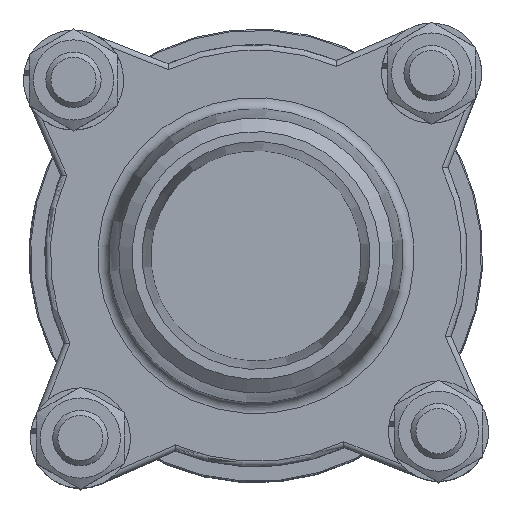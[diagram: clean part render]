
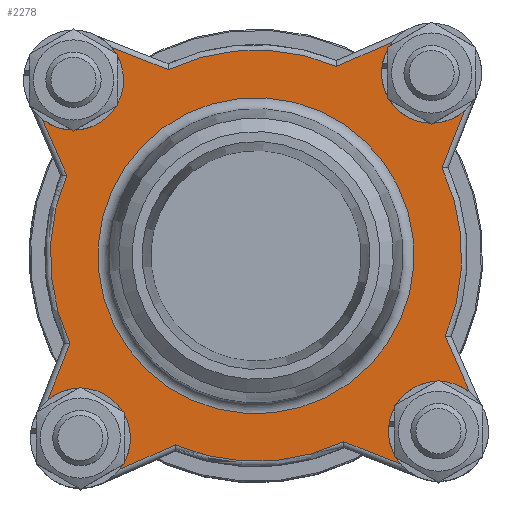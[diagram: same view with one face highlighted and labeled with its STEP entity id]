
A CAD part, top view. The second image highlights one B-rep face of the part: STEP entity #2278.
In plain terms, the highlighted planar face has unit normal (0, 0, 1).
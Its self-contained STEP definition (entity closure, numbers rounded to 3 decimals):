
#1860=CARTESIAN_POINT('',(-24.678,-38.638,18.022));
#1861=VERTEX_POINT('',#1860);
#1910=CARTESIAN_POINT('',(-37.663,-26.143,18.022));
#1911=VERTEX_POINT('',#1910);
#2035=CARTESIAN_POINT('',(-31.758,-33.001,18.022));
#2036=DIRECTION('',(0.0,0.0,-1.0));
#2037=DIRECTION('',(0.0,-1.0,0.0));
#2038=AXIS2_PLACEMENT_3D('',#2035,#2036,#2037);
#2039=CIRCLE('',#2038,9.05);
#2040=EDGE_CURVE('',#1911,#1861,#2039,.T.);
#2066=CARTESIAN_POINT('',(0.,0.,18.022));
#2067=DIRECTION('',(0.0,0.0,1.0));
#2068=DIRECTION('',(1.,0.019,0.0));
#2069=AXIS2_PLACEMENT_3D('',#2066,#2067,#2068);
#2070=PLANE('',#2069);
#2071=ORIENTED_EDGE('',*,*,#2040,.T.);
#2072=CARTESIAN_POINT('',(-14.577,-34.225,18.022));
#2073=VERTEX_POINT('',#2072);
#2074=CARTESIAN_POINT('',(-24.678,-38.638,18.022));
#2075=DIRECTION('',(0.916,0.4,0.0));
#2076=VECTOR('',#2075,11.023);
#2077=LINE('',#2074,#2076);
#2078=EDGE_CURVE('',#1861,#2073,#2077,.T.);
#2079=ORIENTED_EDGE('',*,*,#2078,.T.);
#2080=CARTESIAN_POINT('',(15.88,-33.64,18.022));
#2081=VERTEX_POINT('',#2080);
#2082=CARTESIAN_POINT('',(0.,0.,18.022));
#2083=DIRECTION('',(0.0,0.0,1.0));
#2084=DIRECTION('',(-0.693,-0.721,0.0));
#2085=AXIS2_PLACEMENT_3D('',#2082,#2083,#2084);
#2086=CIRCLE('',#2085,37.2);
#2087=EDGE_CURVE('',#2073,#2081,#2086,.T.);
#2088=ORIENTED_EDGE('',*,*,#2087,.T.);
#2089=CARTESIAN_POINT('',(26.143,-37.663,18.022));
#2090=VERTEX_POINT('',#2089);
#2091=CARTESIAN_POINT('',(15.88,-33.64,18.022));
#2092=DIRECTION('',(0.931,-0.365,0.0));
#2093=VECTOR('',#2092,11.023);
#2094=LINE('',#2091,#2093);
#2095=EDGE_CURVE('',#2081,#2090,#2094,.T.);
#2096=ORIENTED_EDGE('',*,*,#2095,.T.);
#2097=CARTESIAN_POINT('',(23.962,-32.198,18.022));
#2098=VERTEX_POINT('',#2097);
#2099=CARTESIAN_POINT('',(33.001,-31.758,18.022));
#2100=DIRECTION('',(0.0,0.0,-1.0));
#2101=DIRECTION('',(0.0,-1.0,0.0));
#2102=AXIS2_PLACEMENT_3D('',#2099,#2100,#2101);
#2103=CIRCLE('',#2102,9.05);
#2104=EDGE_CURVE('',#2090,#2098,#2103,.T.);
#2105=ORIENTED_EDGE('',*,*,#2104,.T.);
#2106=CARTESIAN_POINT('',(27.117,-32.198,18.022));
#2107=VERTEX_POINT('',#2106);
#2108=CARTESIAN_POINT('',(23.962,-32.198,18.022));
#2109=DIRECTION('',(1.0,0.0,0.0));
#2110=VECTOR('',#2109,3.156);
#2111=LINE('',#2108,#2110);
#2112=EDGE_CURVE('',#2098,#2107,#2111,.T.);
#2113=ORIENTED_EDGE('',*,*,#2112,.T.);
#2114=CARTESIAN_POINT('',(27.117,-31.318,18.022));
#2115=VERTEX_POINT('',#2114);
#2116=CARTESIAN_POINT('',(33.001,-31.758,18.022));
#2117=DIRECTION('',(0.0,0.0,-1.0));
#2118=DIRECTION('',(-0.693,-0.721,0.0));
#2119=AXIS2_PLACEMENT_3D('',#2116,#2117,#2118);
#2120=CIRCLE('',#2119,5.9);
#2121=EDGE_CURVE('',#2107,#2115,#2120,.T.);
#2122=ORIENTED_EDGE('',*,*,#2121,.T.);
#2123=CARTESIAN_POINT('',(23.962,-31.318,18.022));
#2124=VERTEX_POINT('',#2123);
#2125=CARTESIAN_POINT('',(27.117,-31.318,18.022));
#2126=DIRECTION('',(-1.0,0.0,0.0));
#2127=VECTOR('',#2126,3.156);
#2128=LINE('',#2125,#2127);
#2129=EDGE_CURVE('',#2115,#2124,#2128,.T.);
#2130=ORIENTED_EDGE('',*,*,#2129,.T.);
#2131=CARTESIAN_POINT('',(38.638,-24.678,18.022));
#2132=VERTEX_POINT('',#2131);
#2133=CARTESIAN_POINT('',(33.001,-31.758,18.022));
#2134=DIRECTION('',(0.0,0.0,-1.0));
#2135=DIRECTION('',(0.0,-1.0,0.0));
#2136=AXIS2_PLACEMENT_3D('',#2133,#2134,#2135);
#2137=CIRCLE('',#2136,9.05);
#2138=EDGE_CURVE('',#2124,#2132,#2137,.T.);
#2139=ORIENTED_EDGE('',*,*,#2138,.T.);
#2140=CARTESIAN_POINT('',(34.225,-14.577,18.022));
#2141=VERTEX_POINT('',#2140);
#2142=CARTESIAN_POINT('',(38.638,-24.678,18.022));
#2143=DIRECTION('',(-0.4,0.916,0.0));
#2144=VECTOR('',#2143,11.023);
#2145=LINE('',#2142,#2144);
#2146=EDGE_CURVE('',#2132,#2141,#2145,.T.);
#2147=ORIENTED_EDGE('',*,*,#2146,.T.);
#2148=CARTESIAN_POINT('',(33.64,15.88,18.022));
#2149=VERTEX_POINT('',#2148);
#2150=CARTESIAN_POINT('',(0.,0.,18.022));
#2151=DIRECTION('',(0.0,0.0,1.0));
#2152=DIRECTION('',(-0.693,-0.721,0.0));
#2153=AXIS2_PLACEMENT_3D('',#2150,#2151,#2152);
#2154=CIRCLE('',#2153,37.2);
#2155=EDGE_CURVE('',#2141,#2149,#2154,.T.);
#2156=ORIENTED_EDGE('',*,*,#2155,.T.);
#2157=CARTESIAN_POINT('',(37.663,26.143,18.022));
#2158=VERTEX_POINT('',#2157);
#2159=CARTESIAN_POINT('',(33.64,15.88,18.022));
#2160=DIRECTION('',(0.365,0.931,0.0));
#2161=VECTOR('',#2160,11.023);
#2162=LINE('',#2159,#2161);
#2163=EDGE_CURVE('',#2149,#2158,#2162,.T.);
#2164=ORIENTED_EDGE('',*,*,#2163,.T.);
#2165=CARTESIAN_POINT('',(22.719,32.561,18.022));
#2166=VERTEX_POINT('',#2165);
#2167=CARTESIAN_POINT('',(31.758,33.001,18.022));
#2168=DIRECTION('',(0.0,0.0,-1.0));
#2169=DIRECTION('',(0.0,-1.0,0.0));
#2170=AXIS2_PLACEMENT_3D('',#2167,#2168,#2169);
#2171=CIRCLE('',#2170,9.05);
#2172=EDGE_CURVE('',#2158,#2166,#2171,.T.);
#2173=ORIENTED_EDGE('',*,*,#2172,.T.);
#2174=CARTESIAN_POINT('',(25.874,32.561,18.022));
#2175=VERTEX_POINT('',#2174);
#2176=CARTESIAN_POINT('',(22.719,32.561,18.022));
#2177=DIRECTION('',(1.0,0.0,0.0));
#2178=VECTOR('',#2177,3.156);
#2179=LINE('',#2176,#2178);
#2180=EDGE_CURVE('',#2166,#2175,#2179,.T.);
#2181=ORIENTED_EDGE('',*,*,#2180,.T.);
#2182=CARTESIAN_POINT('',(25.874,33.441,18.022));
#2183=VERTEX_POINT('',#2182);
#2184=CARTESIAN_POINT('',(31.758,33.001,18.022));
#2185=DIRECTION('',(0.0,0.0,-1.0));
#2186=DIRECTION('',(-0.693,-0.721,0.0));
#2187=AXIS2_PLACEMENT_3D('',#2184,#2185,#2186);
#2188=CIRCLE('',#2187,5.9);
#2189=EDGE_CURVE('',#2175,#2183,#2188,.T.);
#2190=ORIENTED_EDGE('',*,*,#2189,.T.);
#2191=CARTESIAN_POINT('',(22.719,33.441,18.022));
#2192=VERTEX_POINT('',#2191);
#2193=CARTESIAN_POINT('',(25.874,33.441,18.022));
#2194=DIRECTION('',(-1.0,0.0,0.0));
#2195=VECTOR('',#2194,3.156);
#2196=LINE('',#2193,#2195);
#2197=EDGE_CURVE('',#2183,#2192,#2196,.T.);
#2198=ORIENTED_EDGE('',*,*,#2197,.T.);
#2199=CARTESIAN_POINT('',(24.678,38.638,18.022));
#2200=VERTEX_POINT('',#2199);
#2201=CARTESIAN_POINT('',(31.758,33.001,18.022));
#2202=DIRECTION('',(0.0,0.0,-1.0));
#2203=DIRECTION('',(0.0,-1.0,0.0));
#2204=AXIS2_PLACEMENT_3D('',#2201,#2202,#2203);
#2205=CIRCLE('',#2204,9.05);
#2206=EDGE_CURVE('',#2192,#2200,#2205,.T.);
#2207=ORIENTED_EDGE('',*,*,#2206,.T.);
#2208=CARTESIAN_POINT('',(14.577,34.225,18.022));
#2209=VERTEX_POINT('',#2208);
#2210=CARTESIAN_POINT('',(24.678,38.638,18.022));
#2211=DIRECTION('',(-0.916,-0.4,0.0));
#2212=VECTOR('',#2211,11.023);
#2213=LINE('',#2210,#2212);
#2214=EDGE_CURVE('',#2200,#2209,#2213,.T.);
#2215=ORIENTED_EDGE('',*,*,#2214,.T.);
#2216=CARTESIAN_POINT('',(-15.88,33.64,18.022));
#2217=VERTEX_POINT('',#2216);
#2218=CARTESIAN_POINT('',(0.,0.,18.022));
#2219=DIRECTION('',(0.0,0.0,1.0));
#2220=DIRECTION('',(-0.693,-0.721,0.0));
#2221=AXIS2_PLACEMENT_3D('',#2218,#2219,#2220);
#2222=CIRCLE('',#2221,37.2);
#2223=EDGE_CURVE('',#2209,#2217,#2222,.T.);
#2224=ORIENTED_EDGE('',*,*,#2223,.T.);
#2225=CARTESIAN_POINT('',(-26.143,37.663,18.022));
#2226=VERTEX_POINT('',#2225);
#2227=CARTESIAN_POINT('',(-15.88,33.64,18.022));
#2228=DIRECTION('',(-0.931,0.365,0.0));
#2229=VECTOR('',#2228,11.023);
#2230=LINE('',#2227,#2229);
#2231=EDGE_CURVE('',#2217,#2226,#2230,.T.);
#2232=ORIENTED_EDGE('',*,*,#2231,.T.);
#2233=CARTESIAN_POINT('',(-38.638,24.678,18.022));
#2234=VERTEX_POINT('',#2233);
#2235=CARTESIAN_POINT('',(-33.001,31.758,18.022));
#2236=DIRECTION('',(0.0,0.0,-1.0));
#2237=DIRECTION('',(0.0,-1.0,0.0));
#2238=AXIS2_PLACEMENT_3D('',#2235,#2236,#2237);
#2239=CIRCLE('',#2238,9.05);
#2240=EDGE_CURVE('',#2226,#2234,#2239,.T.);
#2241=ORIENTED_EDGE('',*,*,#2240,.T.);
#2242=CARTESIAN_POINT('',(-34.225,14.577,18.022));
#2243=VERTEX_POINT('',#2242);
#2244=CARTESIAN_POINT('',(-38.638,24.678,18.022));
#2245=DIRECTION('',(0.4,-0.916,0.0));
#2246=VECTOR('',#2245,11.023);
#2247=LINE('',#2244,#2246);
#2248=EDGE_CURVE('',#2234,#2243,#2247,.T.);
#2249=ORIENTED_EDGE('',*,*,#2248,.T.);
#2250=CARTESIAN_POINT('',(-33.64,-15.88,18.022));
#2251=VERTEX_POINT('',#2250);
#2252=CARTESIAN_POINT('',(0.,0.,18.022));
#2253=DIRECTION('',(0.0,0.0,1.0));
#2254=DIRECTION('',(-0.693,-0.721,0.0));
#2255=AXIS2_PLACEMENT_3D('',#2252,#2253,#2254);
#2256=CIRCLE('',#2255,37.2);
#2257=EDGE_CURVE('',#2243,#2251,#2256,.T.);
#2258=ORIENTED_EDGE('',*,*,#2257,.T.);
#2259=CARTESIAN_POINT('',(-33.64,-15.88,18.022));
#2260=DIRECTION('',(-0.365,-0.931,0.0));
#2261=VECTOR('',#2260,11.023);
#2262=LINE('',#2259,#2261);
#2263=EDGE_CURVE('',#2251,#1911,#2262,.T.);
#2264=ORIENTED_EDGE('',*,*,#2263,.T.);
#2265=EDGE_LOOP('',(#2071,#2079,#2088,#2096,#2105,#2113,#2122,#2130,#2139,#2147,#2156,#2164,#2173,#2181,#2190,#2198,#2207,#2215,#2224,#2232,#2241,#2249,#2258,#2264));
#2266=FACE_OUTER_BOUND('',#2265,.T.);
#2267=CARTESIAN_POINT('',(19.82,20.596,18.022));
#2268=VERTEX_POINT('',#2267);
#2269=CARTESIAN_POINT('',(0.,0.,18.022));
#2270=DIRECTION('',(0.0,0.0,1.0));
#2271=DIRECTION('',(0.693,0.721,0.0));
#2272=AXIS2_PLACEMENT_3D('',#2269,#2270,#2271);
#2273=CIRCLE('',#2272,28.584);
#2274=EDGE_CURVE('',#2268,#2268,#2273,.T.);
#2275=ORIENTED_EDGE('',*,*,#2274,.F.);
#2276=EDGE_LOOP('',(#2275));
#2277=FACE_BOUND('',#2276,.T.);
#2278=ADVANCED_FACE('',(#2266,#2277),#2070,.T.);
